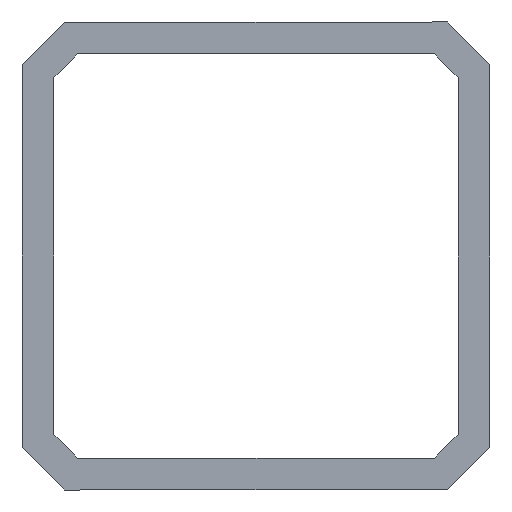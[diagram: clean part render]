
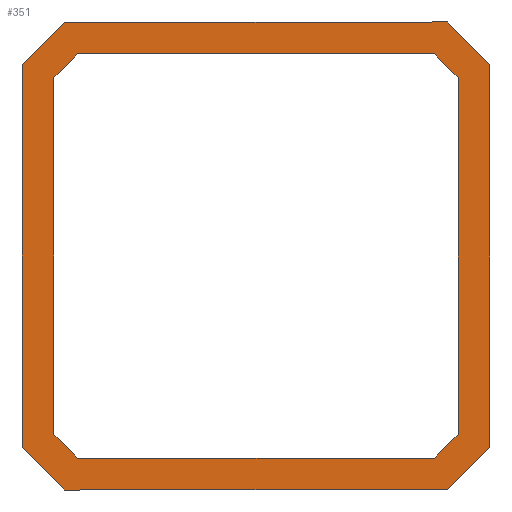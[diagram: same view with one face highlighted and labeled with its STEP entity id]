
A CAD part, front view. The second image highlights one B-rep face of the part: STEP entity #351.
In plain terms, the highlighted planar face has unit normal (0, -1, 0).
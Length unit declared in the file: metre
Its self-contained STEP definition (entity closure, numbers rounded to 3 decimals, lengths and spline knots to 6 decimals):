
#36=ORIENTED_EDGE('',*,*,#132,.F.);
#37=ORIENTED_EDGE('',*,*,#133,.T.);
#38=ORIENTED_EDGE('',*,*,#134,.F.);
#39=ORIENTED_EDGE('',*,*,#135,.T.);
#40=ORIENTED_EDGE('',*,*,#136,.F.);
#41=ORIENTED_EDGE('',*,*,#137,.F.);
#42=ORIENTED_EDGE('',*,*,#138,.F.);
#43=ORIENTED_EDGE('',*,*,#139,.F.);
#44=ORIENTED_EDGE('',*,*,#140,.F.);
#45=ORIENTED_EDGE('',*,*,#141,.T.);
#46=ORIENTED_EDGE('',*,*,#142,.T.);
#47=ORIENTED_EDGE('',*,*,#143,.T.);
#48=ORIENTED_EDGE('',*,*,#144,.T.);
#49=ORIENTED_EDGE('',*,*,#145,.T.);
#50=ORIENTED_EDGE('',*,*,#146,.F.);
#51=ORIENTED_EDGE('',*,*,#147,.T.);
#132=EDGE_CURVE('',#180,#181,#212,.T.);
#133=EDGE_CURVE('',#180,#182,#213,.T.);
#134=EDGE_CURVE('',#183,#182,#214,.F.);
#135=EDGE_CURVE('',#183,#184,#215,.T.);
#136=EDGE_CURVE('',#185,#184,#216,.T.);
#137=EDGE_CURVE('',#186,#185,#217,.T.);
#138=EDGE_CURVE('',#187,#186,#218,.F.);
#139=EDGE_CURVE('',#181,#187,#219,.T.);
#140=EDGE_CURVE('',#188,#189,#220,.T.);
#141=EDGE_CURVE('',#188,#190,#221,.T.);
#142=EDGE_CURVE('',#190,#191,#222,.T.);
#143=EDGE_CURVE('',#191,#192,#223,.F.);
#144=EDGE_CURVE('',#192,#193,#224,.T.);
#145=EDGE_CURVE('',#193,#194,#225,.T.);
#146=EDGE_CURVE('',#195,#194,#226,.T.);
#147=EDGE_CURVE('',#195,#189,#227,.F.);
#180=VERTEX_POINT('',#521);
#181=VERTEX_POINT('',#522);
#182=VERTEX_POINT('',#524);
#183=VERTEX_POINT('',#526);
#184=VERTEX_POINT('',#528);
#185=VERTEX_POINT('',#530);
#186=VERTEX_POINT('',#532);
#187=VERTEX_POINT('',#534);
#188=VERTEX_POINT('',#537);
#189=VERTEX_POINT('',#538);
#190=VERTEX_POINT('',#540);
#191=VERTEX_POINT('',#542);
#192=VERTEX_POINT('',#544);
#193=VERTEX_POINT('',#546);
#194=VERTEX_POINT('',#548);
#195=VERTEX_POINT('',#550);
#212=LINE('',#520,#260);
#213=LINE('',#523,#261);
#214=LINE('',#525,#262);
#215=LINE('',#527,#263);
#216=LINE('',#529,#264);
#217=LINE('',#531,#265);
#218=LINE('',#533,#266);
#219=LINE('',#535,#267);
#220=LINE('',#536,#268);
#221=LINE('',#539,#269);
#222=LINE('',#541,#270);
#223=LINE('',#543,#271);
#224=LINE('',#545,#272);
#225=LINE('',#547,#273);
#226=LINE('',#549,#274);
#227=LINE('',#551,#275);
#260=VECTOR('',#421,1.);
#261=VECTOR('',#422,1.);
#262=VECTOR('',#423,1.);
#263=VECTOR('',#424,1.);
#264=VECTOR('',#425,1.);
#265=VECTOR('',#426,1.);
#266=VECTOR('',#427,1.);
#267=VECTOR('',#428,1.);
#268=VECTOR('',#429,1.);
#269=VECTOR('',#430,1.);
#270=VECTOR('',#431,1.);
#271=VECTOR('',#432,1.);
#272=VECTOR('',#433,1.);
#273=VECTOR('',#434,1.);
#274=VECTOR('',#435,1.);
#275=VECTOR('',#436,1.);
#294=EDGE_LOOP('',(#36,#37,#38,#39,#40,#41,#42,#43));
#295=EDGE_LOOP('',(#44,#45,#46,#47,#48,#49,#50,#51));
#314=FACE_BOUND('',#294,.T.);
#315=FACE_BOUND('',#295,.T.);
#333=PLANE('',#382);
#351=ADVANCED_FACE('',(#314,#315),#333,.F.);
#382=AXIS2_PLACEMENT_3D('',#519,#419,#420);
#419=DIRECTION('',(0.,1.,0.));
#420=DIRECTION('',(1.,0.,0.));
#421=DIRECTION('',(0.707,0.,0.707));
#422=DIRECTION('',(-1.,0.,0.));
#423=DIRECTION('',(-0.707,0.,0.707));
#424=DIRECTION('',(0.,0.,1.));
#425=DIRECTION('',(-0.707,0.,-0.707));
#426=DIRECTION('',(-1.,0.,0.));
#427=DIRECTION('',(0.707,0.,-0.707));
#428=DIRECTION('',(0.,0.,1.));
#429=DIRECTION('',(-1.,0.,0.));
#430=DIRECTION('',(0.707,0.,0.707));
#431=DIRECTION('',(0.,0.,1.));
#432=DIRECTION('',(0.707,0.,-0.707));
#433=DIRECTION('',(-1.,0.,0.));
#434=DIRECTION('',(-0.707,0.,-0.707));
#435=DIRECTION('',(0.,0.,1.));
#436=DIRECTION('',(-0.707,0.,0.707));
#519=CARTESIAN_POINT('',(-0.521855,-0.661634,0.023975));
#520=CARTESIAN_POINT('',(-0.633172,-0.661634,-0.001232));
#521=CARTESIAN_POINT('',(-0.638127,-0.661634,-0.006187));
#522=CARTESIAN_POINT('',(-0.634567,-0.661634,-0.002627));
#523=CARTESIAN_POINT('',(-0.66473,-0.661634,-0.006187));
#524=CARTESIAN_POINT('',(-0.691332,-0.661634,-0.006187));
#525=CARTESIAN_POINT('',(-0.689937,-0.661634,-0.007582));
#526=CARTESIAN_POINT('',(-0.694892,-0.661634,-0.002627));
#527=CARTESIAN_POINT('',(-0.694892,-0.661634,0.023975));
#528=CARTESIAN_POINT('',(-0.694892,-0.661634,0.050578));
#529=CARTESIAN_POINT('',(-0.696287,-0.661634,0.049183));
#530=CARTESIAN_POINT('',(-0.691332,-0.661634,0.054138));
#531=CARTESIAN_POINT('',(-0.66473,-0.661634,0.054138));
#532=CARTESIAN_POINT('',(-0.638127,-0.661634,0.054138));
#533=CARTESIAN_POINT('',(-0.639522,-0.661634,0.055533));
#534=CARTESIAN_POINT('',(-0.634567,-0.661634,0.050578));
#535=CARTESIAN_POINT('',(-0.634567,-0.661634,0.023975));
#536=CARTESIAN_POINT('',(-0.66473,-0.661634,-0.01095));
#537=CARTESIAN_POINT('',(-0.636155,-0.661634,-0.01095));
#538=CARTESIAN_POINT('',(-0.693305,-0.661634,-0.01095));
#539=CARTESIAN_POINT('',(-0.629805,-0.661634,-0.0046));
#540=CARTESIAN_POINT('',(-0.629805,-0.661634,-0.0046));
#541=CARTESIAN_POINT('',(-0.629805,-0.661634,0.023975));
#542=CARTESIAN_POINT('',(-0.629805,-0.661634,0.05255));
#543=CARTESIAN_POINT('',(-0.636155,-0.661634,0.0589));
#544=CARTESIAN_POINT('',(-0.636155,-0.661634,0.0589));
#545=CARTESIAN_POINT('',(-0.66473,-0.661634,0.0589));
#546=CARTESIAN_POINT('',(-0.693305,-0.661634,0.0589));
#547=CARTESIAN_POINT('',(-0.699655,-0.661634,0.05255));
#548=CARTESIAN_POINT('',(-0.699655,-0.661634,0.05255));
#549=CARTESIAN_POINT('',(-0.699655,-0.661634,0.023975));
#550=CARTESIAN_POINT('',(-0.699655,-0.661634,-0.0046));
#551=CARTESIAN_POINT('',(-0.693305,-0.661634,-0.01095));
